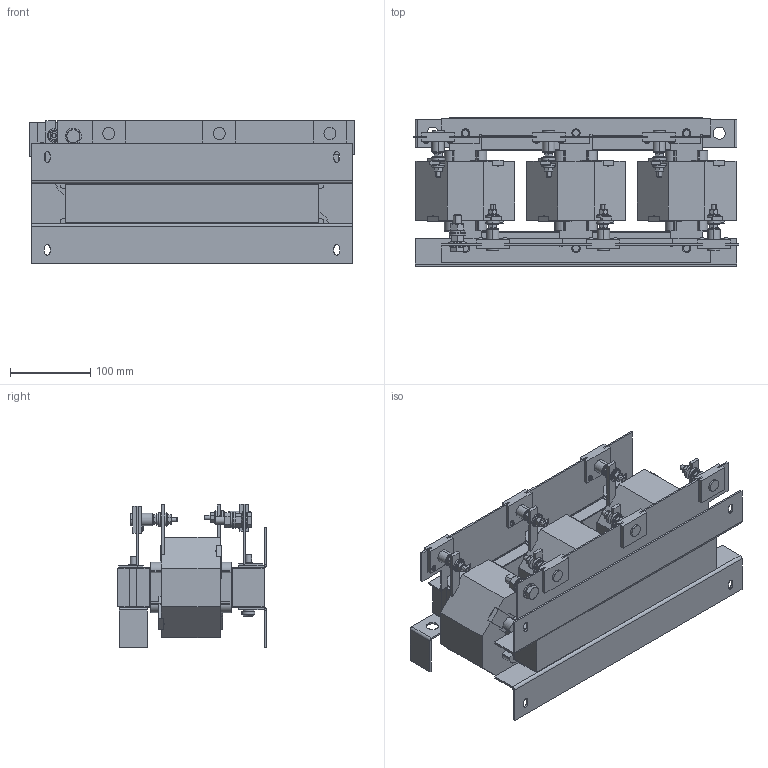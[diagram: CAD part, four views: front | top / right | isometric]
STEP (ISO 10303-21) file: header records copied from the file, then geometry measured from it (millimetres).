
FILE_DESCRIPTION (( 'STEP AP214' ), '1' );
FILE_NAME ('191496.STEP', '2020-05-29T01:01:01', ( '' ), ( '' ), 'SwSTEP 2.0', 'SolidWorks 2018', '' );
FILE_SCHEMA (( 'AUTOMOTIVE_DESIGN' ));
Length unit declared in the file: millimetre
Products named in the file (1): 191496
Bounding box: 405 x 186.25 x 178.5 mm (x, y, z)
Volume: 4672300.3 mm3; surface area: 580296 mm2
Topology: 1 solids, 1 shells, 1503 faces, 3856 edges, 2431 vertices
Faces by surface type: plane 932, cylinder 268, cone 161, bspline 114, torus 16, sphere 12
Entity records: 49184 total; most frequent: CARTESIAN_POINT 13262, ORIENTED_EDGE 7712, DIRECTION 7090, EDGE_CURVE 3856, VECTOR 2488, LINE 2488, VERTEX_POINT 2431, AXIS2_PLACEMENT_3D 2301
